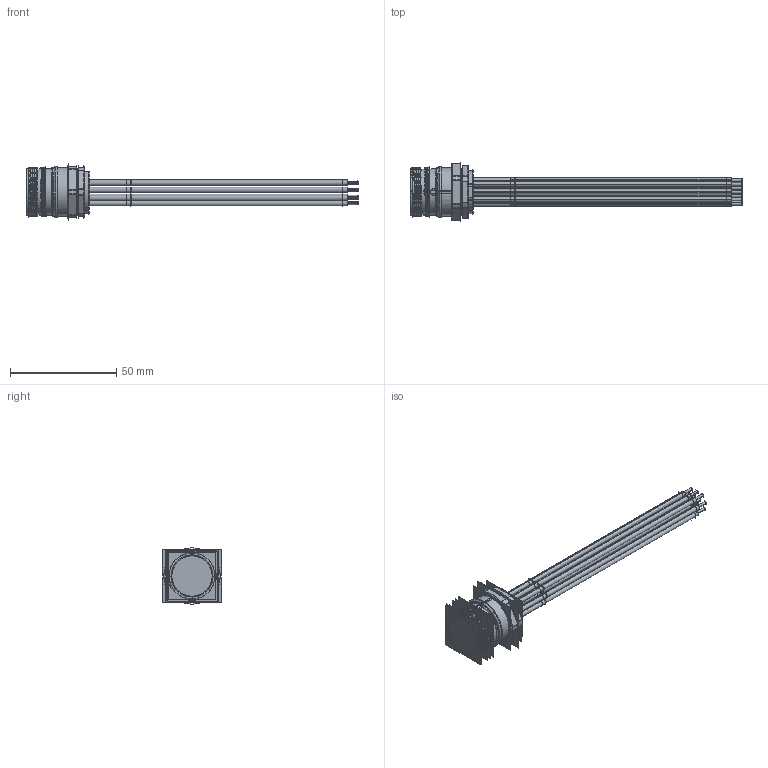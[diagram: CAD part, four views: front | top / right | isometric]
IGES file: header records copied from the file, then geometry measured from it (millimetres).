
Start section:  PTC IGES file: 242016_sm01.igs
Global section: file name: 242016_sm01.igs; native system: Creo Parametric by PTC Inc.; preprocessor: 2022414; author: banengservice; organization: Unknown; date: 20240904.112117; units: millimetre
Bounding box: 156.49 x 27.56 x 26.63 mm (x, y, z)
Volume: 5531.8 mm3; surface area: 65825.4 mm2
Topology: 12 solids, 13 shells, 520 faces, 2502 edges, 3204 vertices
Faces by surface type: revolution 330, bspline 190
